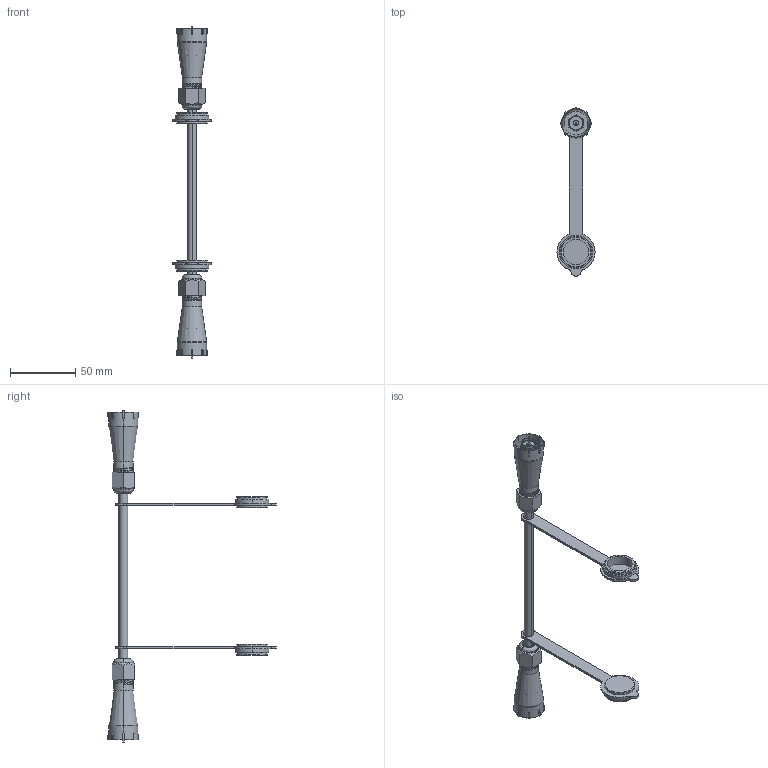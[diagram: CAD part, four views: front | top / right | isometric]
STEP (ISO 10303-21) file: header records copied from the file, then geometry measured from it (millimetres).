
FILE_DESCRIPTION (( 'STEP AP214' ), '1' );
FILE_NAME ('FMCA2384_3D.STEP', '2021-05-04T19:58:39', ( '' ), ( '' ), 'SwSTEP 2.0', 'SolidWorks 2020', '' );
FILE_SCHEMA (( 'AUTOMOTIVE_DESIGN' ));
Length unit declared in the file: inch
Products named in the file (7): V7A00001-MA3; V7A00001-MA1; TRD695WP-MA2; RG6-100; V7A00001-MA2; FMCA2384_3D
Assembly tree (7 placements, depth 3):
  FMCA2384_3D
    RG6-100
    V7A00001-MA1  x2
      V7A00001-MA1
      V7A00001-MA2
      V7A00001-MA3
      TRD695WP-MA2
Bounding box: 29.21 x 129.02 x 254.37 mm (x, y, z)
Volume: 32654.2 mm3; surface area: 32957.3 mm2
Topology: 11 solids, 11 shells, 698 faces, 1754 edges, 1138 vertices
Faces by surface type: plane 320, cylinder 220, torus 58, bspline 52, cone 48
Entity records: 16969 total; most frequent: CARTESIAN_POINT 7491, ORIENTED_EDGE 1796, DIRECTION 1758, EDGE_CURVE 898, AXIS2_PLACEMENT_3D 671, VERTEX_POINT 583, VECTOR 416, LINE 416
